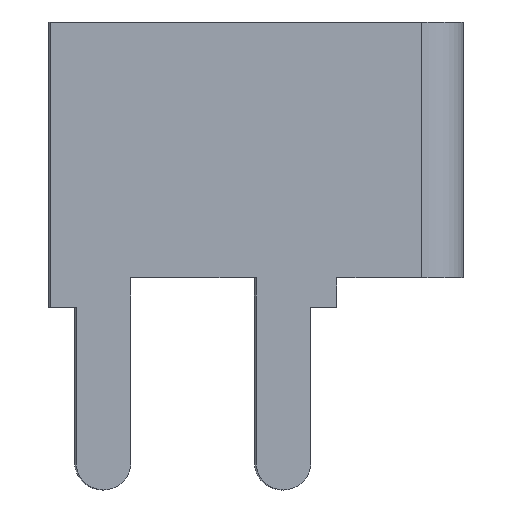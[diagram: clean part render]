
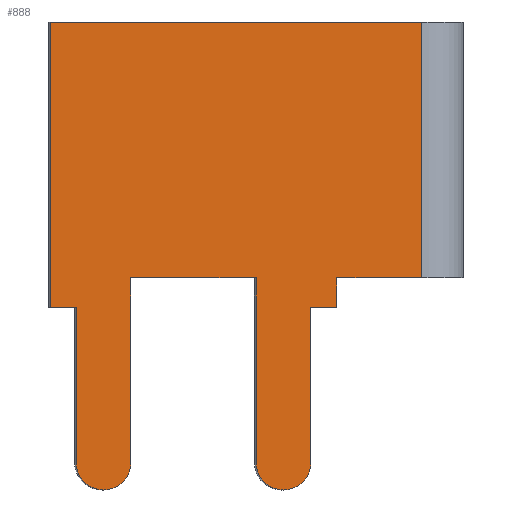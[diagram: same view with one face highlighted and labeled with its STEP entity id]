
A CAD part, left-side view. The second image highlights one B-rep face of the part: STEP entity #888.
In plain terms, the highlighted planar face has unit normal (-0.999, -0.052, 0).
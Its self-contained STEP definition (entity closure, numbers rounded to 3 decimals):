
#35=PLANE($,#962);
#67=LINE($,#1423,#164);
#69=LINE($,#1428,#166);
#88=LINE($,#1481,#185);
#104=LINE($,#1517,#201);
#105=LINE($,#1519,#202);
#106=LINE($,#1521,#203);
#107=LINE($,#1523,#204);
#108=LINE($,#1526,#205);
#109=LINE($,#1528,#206);
#110=LINE($,#1532,#207);
#111=LINE($,#1534,#208);
#112=LINE($,#1535,#209);
#164=VECTOR($,#1038,3.48);
#166=VECTOR($,#1042,2.365);
#185=VECTOR($,#1087,10.34);
#201=VECTOR($,#1119,7.925);
#202=VECTOR($,#1122,7.112);
#203=VECTOR($,#1123,0.724);
#204=VECTOR($,#1124,4.318);
#205=VECTOR($,#1127,5.131);
#206=VECTOR($,#1128,5.131);
#207=VECTOR($,#1131,4.318);
#208=VECTOR($,#1132,0.724);
#209=VECTOR($,#1133,0.813);
#293=FACE_OUTER_BOUND($,#351,.T.);
#351=EDGE_LOOP($,(#697,#698,#699,#700,#701,#702,#703,#704,#705,#706,#707,
#708,#709,#710));
#407=CIRCLE($,#963,0.762);
#408=CIRCLE($,#964,0.762);
#428=VERTEX_POINT($,#1420);
#429=VERTEX_POINT($,#1422);
#430=VERTEX_POINT($,#1426);
#431=VERTEX_POINT($,#1427);
#450=VERTEX_POINT($,#1474);
#452=VERTEX_POINT($,#1480);
#464=VERTEX_POINT($,#1515);
#465=VERTEX_POINT($,#1520);
#466=VERTEX_POINT($,#1522);
#467=VERTEX_POINT($,#1524);
#468=VERTEX_POINT($,#1527);
#469=VERTEX_POINT($,#1529);
#470=VERTEX_POINT($,#1531);
#471=VERTEX_POINT($,#1533);
#509=EDGE_CURVE($,#428,#429,#67,.T.);
#511=EDGE_CURVE($,#430,#431,#69,.T.);
#536=EDGE_CURVE($,#450,#452,#88,.T.);
#556=EDGE_CURVE($,#452,#464,#104,.T.);
#557=EDGE_CURVE($,#450,#430,#105,.T.);
#558=EDGE_CURVE($,#465,#464,#106,.T.);
#559=EDGE_CURVE($,#466,#465,#107,.T.);
#560=EDGE_CURVE($,#467,#466,#407,.T.);
#561=EDGE_CURVE($,#429,#467,#108,.T.);
#562=EDGE_CURVE($,#468,#428,#109,.T.);
#563=EDGE_CURVE($,#469,#468,#408,.T.);
#564=EDGE_CURVE($,#470,#469,#110,.T.);
#565=EDGE_CURVE($,#471,#470,#111,.T.);
#566=EDGE_CURVE($,#431,#471,#112,.T.);
#697=ORIENTED_EDGE($,*,*,#511,.F.);
#698=ORIENTED_EDGE($,*,*,#557,.F.);
#699=ORIENTED_EDGE($,*,*,#536,.T.);
#700=ORIENTED_EDGE($,*,*,#556,.T.);
#701=ORIENTED_EDGE($,*,*,#558,.F.);
#702=ORIENTED_EDGE($,*,*,#559,.F.);
#703=ORIENTED_EDGE($,*,*,#560,.F.);
#704=ORIENTED_EDGE($,*,*,#561,.F.);
#705=ORIENTED_EDGE($,*,*,#509,.F.);
#706=ORIENTED_EDGE($,*,*,#562,.F.);
#707=ORIENTED_EDGE($,*,*,#563,.F.);
#708=ORIENTED_EDGE($,*,*,#564,.F.);
#709=ORIENTED_EDGE($,*,*,#565,.F.);
#710=ORIENTED_EDGE($,*,*,#566,.F.);
#888=ADVANCED_FACE($,(#293),#35,.T.);
#962=AXIS2_PLACEMENT_3D($,#1518,#1120,#1121);
#963=AXIS2_PLACEMENT_3D($,#1525,#1125,#1126);
#964=AXIS2_PLACEMENT_3D($,#1530,#1129,#1130);
#1038=DIRECTION($,(-0.052,0.999,0.));
#1042=DIRECTION($,(-0.052,0.999,0.));
#1087=DIRECTION($,(-0.052,0.999,0.));
#1119=DIRECTION($,(0.,0.,-1.));
#1120=DIRECTION('center_axis',(-0.999,-0.052,0.));
#1121=DIRECTION('ref_axis',(0.052,-0.999,0.));
#1122=DIRECTION($,(0.,0.,-1.));
#1123=DIRECTION($,(-0.052,0.999,0.));
#1124=DIRECTION($,(0.,0.,1.));
#1125=DIRECTION('center_axis',(0.999,0.052,0.));
#1126=DIRECTION('ref_axis',(-0.052,0.999,0.));
#1127=DIRECTION($,(0.,0.,-1.));
#1128=DIRECTION($,(0.,0.,1.));
#1129=DIRECTION('center_axis',(0.999,0.052,0.));
#1130=DIRECTION('ref_axis',(0.052,-0.999,0.));
#1131=DIRECTION($,(0.,0.,-1.));
#1132=DIRECTION($,(-0.052,0.999,0.));
#1133=DIRECTION($,(0.,0.,-1.));
#1420=CARTESIAN_POINT('',(-4.407,-1.819,0.813));
#1422=CARTESIAN_POINT('',(-4.589,1.656,0.813));
#1423=CARTESIAN_POINT($,(-4.166,-6.425,0.813));
#1426=CARTESIAN_POINT('',(-4.166,-6.425,0.813));
#1427=CARTESIAN_POINT('',(-4.289,-4.063,0.813));
#1428=CARTESIAN_POINT($,(-4.166,-6.425,0.813));
#1474=CARTESIAN_POINT('',(-4.166,-6.425,7.925));
#1480=CARTESIAN_POINT('',(-4.707,3.901,7.925));
#1481=CARTESIAN_POINT($,(-4.166,-6.425,7.925));
#1515=CARTESIAN_POINT('',(-4.707,3.901,0.));
#1517=CARTESIAN_POINT($,(-4.707,3.901,7.925));
#1518=CARTESIAN_POINT('Origin',(-4.166,-6.425,7.925));
#1519=CARTESIAN_POINT($,(-4.166,-6.425,7.925));
#1520=CARTESIAN_POINT('',(-4.669,3.178,0.));
#1521=CARTESIAN_POINT($,(-4.707,3.901,0.));
#1522=CARTESIAN_POINT('',(-4.669,3.178,-4.318));
#1523=CARTESIAN_POINT($,(-4.669,3.178,0.));
#1524=CARTESIAN_POINT('',(-4.589,1.656,-4.318));
#1525=CARTESIAN_POINT('Origin',(-4.629,2.417,-4.318));
#1526=CARTESIAN_POINT($,(-4.589,1.656,-4.318));
#1527=CARTESIAN_POINT('',(-4.407,-1.819,-4.318));
#1528=CARTESIAN_POINT($,(-4.407,-1.819,-4.318));
#1529=CARTESIAN_POINT('',(-4.327,-3.341,-4.318));
#1530=CARTESIAN_POINT('Origin',(-4.367,-2.58,-4.318));
#1531=CARTESIAN_POINT('',(-4.327,-3.341,0.));
#1532=CARTESIAN_POINT($,(-4.327,-3.341,0.));
#1533=CARTESIAN_POINT('',(-4.289,-4.063,0.));
#1534=CARTESIAN_POINT($,(-4.289,-4.063,0.));
#1535=CARTESIAN_POINT($,(-4.289,-4.063,0.813));
